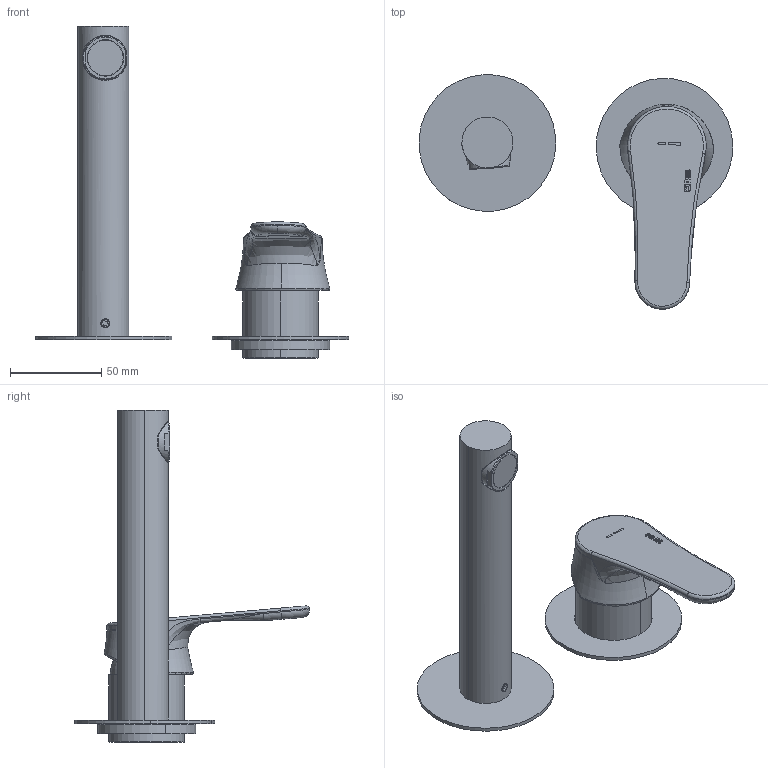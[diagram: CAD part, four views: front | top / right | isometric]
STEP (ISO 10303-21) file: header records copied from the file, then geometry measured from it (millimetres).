
FILE_DESCRIPTION (( 'STEP AP214' ), '1' );
FILE_NAME ('35 534 350 LAVABO MONOMANDO DE EMPOTRAR E-PLUS.STEP', '2020-02-28T14:35:53', ( '' ), ( '' ), 'SwSTEP 2.0', 'SolidWorks 2016', '' );
FILE_SCHEMA (( 'AUTOMOTIVE_DESIGN' ));
Length unit declared in the file: millimetre
Products named in the file (12): 1679 MANETA MONOMANDO ENTER NEW 2015_-01 CON SERIGRAFÖA; TORNILLO Allen M5x6 DIN 916_-01; 3157 PLAFÓN 75 MANETA LAVABO EMPOTRAR CON POSTIZO_-02; 1278 BOBINA PERINEAL NUEVA_-02; CAMISA ESTANDAR 35 DESVIADOR CERAMICO 2 VIAS_-01; 35 534 350 LAVABO MONOMANDO DE EMPOTRAR E-PLUS; AIREADOR AIRFORCE ONE M24 030073.60; 1364 PLAFÓN 75 CAÑO LAVABO - PERINEAL EMPOTRAR_-01; 1186 INDICE. SILICONA PARA ORIFICIO MANETAS_-01; 1898 CA埆 MONOMANDO LAVABO EMPOTRAR 170mm_-01; EMBELLECEDOR HILBAR ABS ROSCADO_-01; or an-9 10.77x2.62
Assembly tree (13 placements, depth 2):
  35 534 350 LAVABO MONOMANDO DE EMPOTRAR E-PLUS
    CAMISA ESTANDAR 35 DESVIADOR CERAMICO 2 VIAS_-01
    3157 PLAFÓN 75 MANETA LAVABO EMPOTRAR CON POSTIZO_-02
    EMBELLECEDOR HILBAR ABS ROSCADO_-01
    1679 MANETA MONOMANDO ENTER NEW 2015_-01 CON SERIGRAFÖA
    TORNILLO Allen M5x6 DIN 916_-01  x2
    1186 INDICE. SILICONA PARA ORIFICIO MANETAS_-01
    1278 BOBINA PERINEAL NUEVA_-02
    or an-9 10.77x2.62  x2
    1364 PLAFÓN 75 CAÑO LAVABO - PERINEAL EMPOTRAR_-01
    1898 CA埆 MONOMANDO LAVABO EMPOTRAR 170mm_-01
    AIREADOR AIRFORCE ONE M24 030073.60
Bounding box: 171.97 x 128.67 x 182.02 mm (x, y, z)
Volume: 135589.9 mm3; surface area: 78292.1 mm2
Topology: 14 solids, 14 shells, 467 faces, 1087 edges, 656 vertices
Faces by surface type: plane 146, cylinder 126, bspline 77, cone 65, torus 49, sphere 4
Entity records: 19551 total; most frequent: CARTESIAN_POINT 8125, ORIENTED_EDGE 2058, DIRECTION 1967, EDGE_CURVE 1029, AXIS2_PLACEMENT_3D 767, VERTEX_POINT 630, EDGE_LOOP 495, ADVANCED_FACE 448
